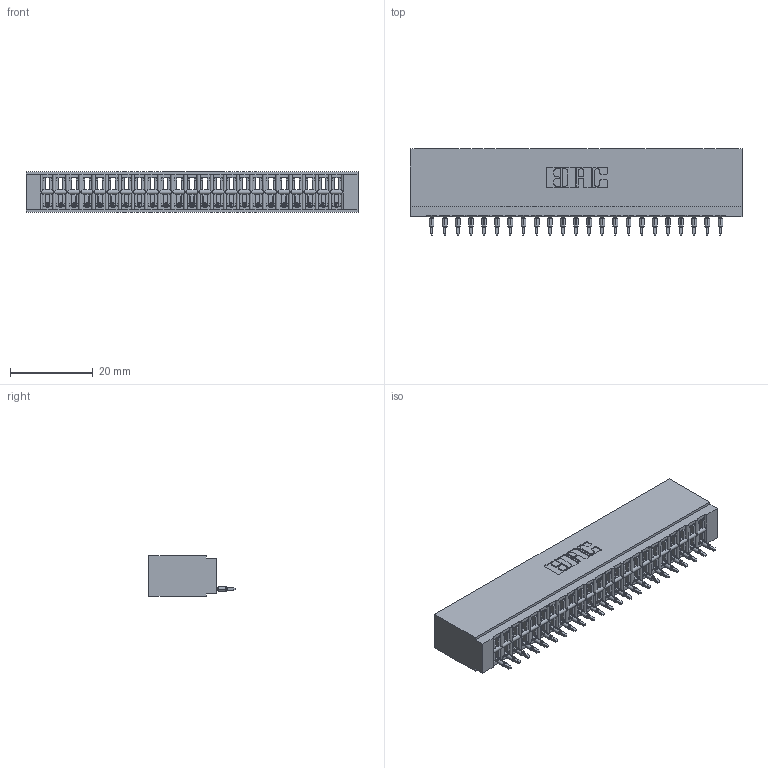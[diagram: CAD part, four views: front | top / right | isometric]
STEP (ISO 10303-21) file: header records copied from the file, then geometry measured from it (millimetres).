
FILE_DESCRIPTION (( 'STEP AP203' ), '1' );
FILE_NAME ('746-023-525-501.STEP', '2026-02-27T22:24:18', ( '' ), ( '' ), 'SwSTEP 2.0', 'SolidWorks 2023', '' );
FILE_SCHEMA (( 'CONFIG_CONTROL_DESIGN' ));
Length unit declared in the file: millimetre
Products named in the file (3): 746 Part_.340 Slot Depth - 01; 746-292-001_525; 746-023-525-501
Assembly tree (24 placements, depth 2):
  746-023-525-501
    746 Part_.340 Slot Depth - 01
    746-292-001_525  x23
Bounding box: 80.26 x 20.82 x 9.91 mm (x, y, z)
Volume: 9099.4 mm3; surface area: 11861.6 mm2
Topology: 24 solids, 24 shells, 2581 faces, 7324 edges, 4706 vertices
Faces by surface type: plane 1504, cylinder 479, bspline 460, torus 138
Entity records: 37435 total; most frequent: CARTESIAN_POINT 7732, ORIENTED_EDGE 6508, DIRECTION 5420, EDGE_CURVE 3254, LINE 2840, VECTOR 2840, VERTEX_POINT 2154, AXIS2_PLACEMENT_3D 1290
